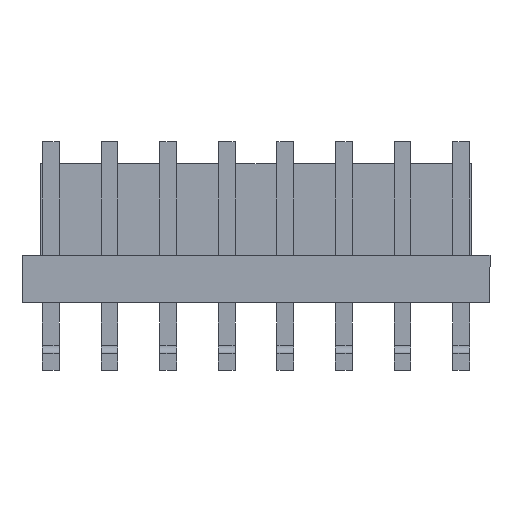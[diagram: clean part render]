
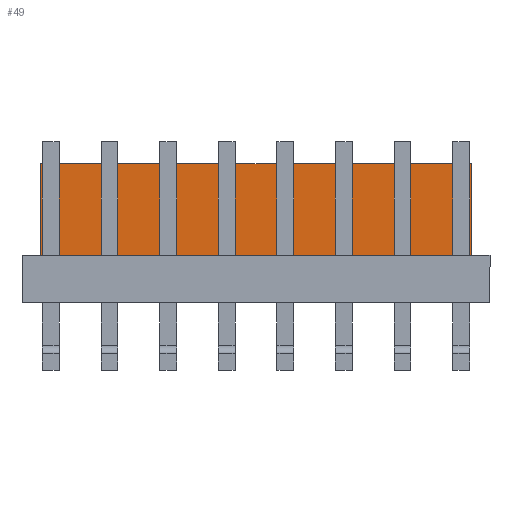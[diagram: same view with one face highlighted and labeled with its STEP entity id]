
A CAD part, front view. The second image highlights one B-rep face of the part: STEP entity #49.
In plain terms, the highlighted planar face has unit normal (0, -1, 0).
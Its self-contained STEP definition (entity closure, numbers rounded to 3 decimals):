
#2 = ORIENTED_EDGE ( 'NONE', *, *, #32, .T. ) ;
#4 = ORIENTED_EDGE ( 'NONE', *, *, #14, .F. ) ;
#14 = EDGE_CURVE ( 'NONE', #5468, #33, #920, .T. ) ;
#18 = EDGE_LOOP ( 'NONE', ( #2, #37, #4, #5462 ) ) ;
#32 = EDGE_CURVE ( 'NONE', #36, #46, #926, .T. ) ;
#33 = VERTEX_POINT ( 'NONE', #922 ) ;
#36 = VERTEX_POINT ( 'NONE', #978 ) ;
#37 = ORIENTED_EDGE ( 'NONE', *, *, #63, .T. ) ;
#46 = VERTEX_POINT ( 'NONE', #960 ) ;
#49 = ADVANCED_FACE ( 'NONE', ( #959 ), #958, .T. ) ;
#63 = EDGE_CURVE ( 'NONE', #46, #33, #999, .T. ) ;
#917 = DIRECTION ( 'NONE',  ( 0., 0., -1. ) ) ;
#918 = VECTOR ( 'NONE', #917, 1000. ) ;
#919 = CARTESIAN_POINT ( 'NONE',  ( 14.56, 6.8, -4.7 ) ) ;
#920 = LINE ( 'NONE', #919, #918 ) ;
#922 = CARTESIAN_POINT ( 'NONE',  ( 14.56, 6.8, -1.5 ) ) ;
#923 = DIRECTION ( 'NONE',  ( 0., 0., -1. ) ) ;
#924 = VECTOR ( 'NONE', #923, 1000. ) ;
#925 = CARTESIAN_POINT ( 'NONE',  ( -14.56, 6.8, -4.7 ) ) ;
#926 = LINE ( 'NONE', #925, #924 ) ;
#954 = DIRECTION ( 'NONE',  ( 0., 0., -1. ) ) ;
#955 = DIRECTION ( 'NONE',  ( 0., -1., 0. ) ) ;
#956 = CARTESIAN_POINT ( 'NONE',  ( -15.81, 6.8, 4.7 ) ) ;
#957 = AXIS2_PLACEMENT_3D ( 'NONE', #956, #955, #954 ) ;
#958 = PLANE ( 'NONE',  #957 ) ;
#959 = FACE_OUTER_BOUND ( 'NONE', #18, .T. ) ;
#960 = CARTESIAN_POINT ( 'NONE',  ( -14.56, 6.8, -1.5 ) ) ;
#978 = CARTESIAN_POINT ( 'NONE',  ( -14.56, 6.8, 4.7 ) ) ;
#996 = DIRECTION ( 'NONE',  ( 1., 0., 0. ) ) ;
#997 = VECTOR ( 'NONE', #996, 1000. ) ;
#998 = CARTESIAN_POINT ( 'NONE',  ( -15.81, 6.8, -1.5 ) ) ;
#999 = LINE ( 'NONE', #998, #997 ) ;
#4842 = CARTESIAN_POINT ( 'NONE',  ( 14.56, 6.8, 4.7 ) ) ;
#4868 = DIRECTION ( 'NONE',  ( 1., 0., 0. ) ) ;
#4869 = VECTOR ( 'NONE', #4868, 1000. ) ;
#4870 = CARTESIAN_POINT ( 'NONE',  ( -15.81, 6.8, 4.7 ) ) ;
#4871 = LINE ( 'NONE', #4870, #4869 ) ;
#5454 = EDGE_CURVE ( 'NONE', #36, #5468, #4871, .T. ) ;
#5462 = ORIENTED_EDGE ( 'NONE', *, *, #5454, .F. ) ;
#5468 = VERTEX_POINT ( 'NONE', #4842 ) ;
